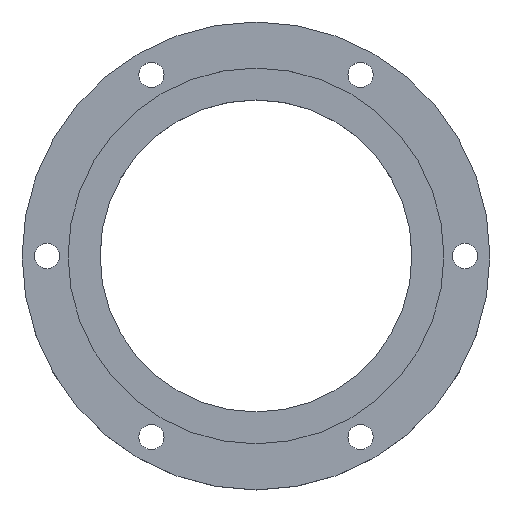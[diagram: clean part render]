
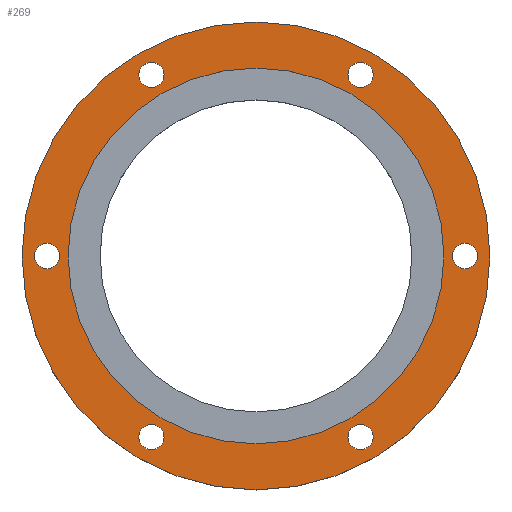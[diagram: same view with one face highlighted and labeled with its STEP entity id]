
A CAD part, top view. The second image highlights one B-rep face of the part: STEP entity #269.
In plain terms, the highlighted planar face has unit normal (0, 0, 1).
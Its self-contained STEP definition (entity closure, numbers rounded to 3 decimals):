
#22=FACE_BOUND('',#64,.T.);
#23=FACE_BOUND('',#65,.T.);
#24=FACE_BOUND('',#66,.T.);
#25=FACE_BOUND('',#67,.T.);
#26=FACE_BOUND('',#68,.T.);
#27=FACE_BOUND('',#69,.T.);
#28=FACE_BOUND('',#70,.T.);
#31=PLANE('',#325);
#43=FACE_OUTER_BOUND('',#63,.T.);
#63=EDGE_LOOP('',(#228));
#64=EDGE_LOOP('',(#229));
#65=EDGE_LOOP('',(#230));
#66=EDGE_LOOP('',(#231));
#67=EDGE_LOOP('',(#232));
#68=EDGE_LOOP('',(#233));
#69=EDGE_LOOP('',(#234));
#70=EDGE_LOOP('',(#235));
#91=CIRCLE('',#293,1.7);
#94=CIRCLE('',#297,1.7);
#97=CIRCLE('',#301,1.7);
#100=CIRCLE('',#305,1.7);
#103=CIRCLE('',#309,1.7);
#106=CIRCLE('',#313,1.7);
#107=CIRCLE('',#315,25.3);
#112=CIRCLE('',#323,31.5);
#115=VERTEX_POINT('',#415);
#118=VERTEX_POINT('',#423);
#121=VERTEX_POINT('',#431);
#124=VERTEX_POINT('',#439);
#127=VERTEX_POINT('',#447);
#130=VERTEX_POINT('',#455);
#131=VERTEX_POINT('',#459);
#136=VERTEX_POINT('',#474);
#140=EDGE_CURVE('',#115,#115,#91,.T.);
#144=EDGE_CURVE('',#118,#118,#94,.T.);
#148=EDGE_CURVE('',#121,#121,#97,.T.);
#152=EDGE_CURVE('',#124,#124,#100,.T.);
#156=EDGE_CURVE('',#127,#127,#103,.T.);
#160=EDGE_CURVE('',#130,#130,#106,.T.);
#161=EDGE_CURVE('',#131,#131,#107,.T.);
#169=EDGE_CURVE('',#136,#136,#112,.T.);
#228=ORIENTED_EDGE('',*,*,#169,.F.);
#229=ORIENTED_EDGE('',*,*,#140,.T.);
#230=ORIENTED_EDGE('',*,*,#144,.T.);
#231=ORIENTED_EDGE('',*,*,#148,.T.);
#232=ORIENTED_EDGE('',*,*,#152,.T.);
#233=ORIENTED_EDGE('',*,*,#156,.T.);
#234=ORIENTED_EDGE('',*,*,#160,.T.);
#235=ORIENTED_EDGE('',*,*,#161,.T.);
#269=ADVANCED_FACE('',(#43,#22,#23,#24,#25,#26,#27,#28),#31,.T.);
#293=AXIS2_PLACEMENT_3D('',#417,#335,#336);
#297=AXIS2_PLACEMENT_3D('',#425,#344,#345);
#301=AXIS2_PLACEMENT_3D('',#433,#353,#354);
#305=AXIS2_PLACEMENT_3D('',#441,#362,#363);
#309=AXIS2_PLACEMENT_3D('',#449,#371,#372);
#313=AXIS2_PLACEMENT_3D('',#457,#380,#381);
#315=AXIS2_PLACEMENT_3D('',#460,#384,#385);
#323=AXIS2_PLACEMENT_3D('',#476,#403,#404);
#325=AXIS2_PLACEMENT_3D('',#478,#407,#408);
#335=DIRECTION('center_axis',(0.,0.,-1.));
#336=DIRECTION('ref_axis',(-1.,0.,0.));
#344=DIRECTION('center_axis',(0.,0.,-1.));
#345=DIRECTION('ref_axis',(-1.,0.,0.));
#353=DIRECTION('center_axis',(0.,0.,-1.));
#354=DIRECTION('ref_axis',(-1.,0.,0.));
#362=DIRECTION('center_axis',(0.,0.,-1.));
#363=DIRECTION('ref_axis',(-1.,0.,0.));
#371=DIRECTION('center_axis',(0.,0.,-1.));
#372=DIRECTION('ref_axis',(-1.,0.,0.));
#380=DIRECTION('center_axis',(0.,0.,-1.));
#381=DIRECTION('ref_axis',(-1.,0.,0.));
#384=DIRECTION('center_axis',(0.,0.,-1.));
#385=DIRECTION('ref_axis',(-1.,0.,0.));
#403=DIRECTION('center_axis',(0.,0.,-1.));
#404=DIRECTION('ref_axis',(-1.,0.,0.));
#407=DIRECTION('center_axis',(0.,0.,1.));
#408=DIRECTION('ref_axis',(1.,0.,0.));
#415=CARTESIAN_POINT('',(15.775,24.379,0.));
#417=CARTESIAN_POINT('Origin',(14.075,24.379,0.));
#423=CARTESIAN_POINT('',(-12.375,-24.379,0.));
#425=CARTESIAN_POINT('Origin',(-14.075,-24.379,0.));
#431=CARTESIAN_POINT('',(29.85,0.,0.));
#433=CARTESIAN_POINT('Origin',(28.15,0.,0.));
#439=CARTESIAN_POINT('',(15.775,-24.379,0.));
#441=CARTESIAN_POINT('Origin',(14.075,-24.379,0.));
#447=CARTESIAN_POINT('',(-12.375,24.379,0.));
#449=CARTESIAN_POINT('Origin',(-14.075,24.379,0.));
#455=CARTESIAN_POINT('',(-26.45,0.,0.));
#457=CARTESIAN_POINT('Origin',(-28.15,0.,0.));
#459=CARTESIAN_POINT('',(25.3,0.,0.));
#460=CARTESIAN_POINT('Origin',(0.,0.,0.));
#474=CARTESIAN_POINT('',(31.5,0.,0.));
#476=CARTESIAN_POINT('Origin',(0.,0.,0.));
#478=CARTESIAN_POINT('Origin',(0.,0.,
0.));
